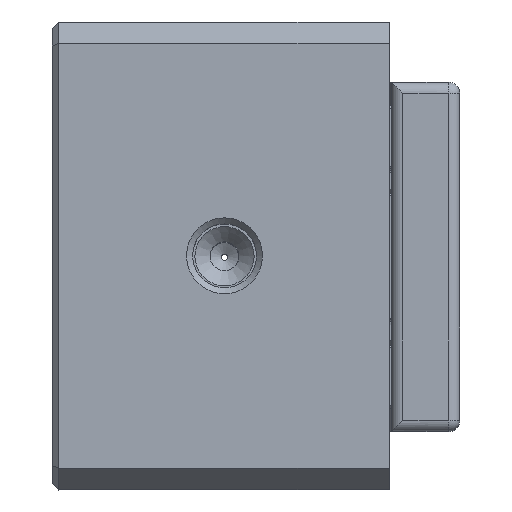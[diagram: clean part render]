
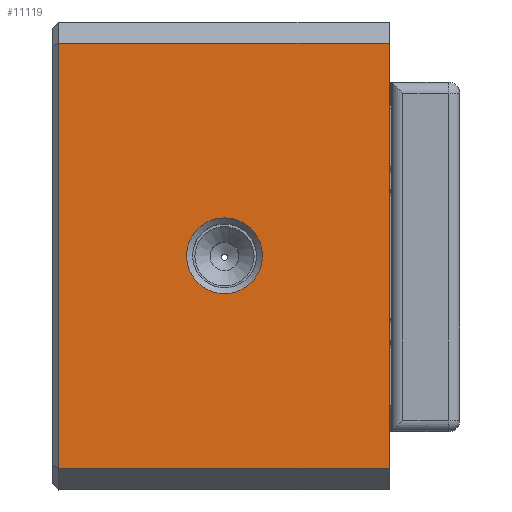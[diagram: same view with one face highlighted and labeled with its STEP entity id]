
A CAD part, top view. The second image highlights one B-rep face of the part: STEP entity #11119.
In plain terms, the highlighted planar face has unit normal (0, 0, 1).
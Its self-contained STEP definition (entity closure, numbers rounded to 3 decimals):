
#215=FACE_BOUND('',#2010,.T.);
#412=PLANE('',#12225);
#1300=FACE_OUTER_BOUND('',#2009,.T.);
#2009=EDGE_LOOP('',(#9475,#9476,#9477,#9478));
#2010=EDGE_LOOP('',(#9479));
#2508=CIRCLE('',#12223,2.5);
#3364=LINE('',#29823,#4145);
#3365=LINE('',#29825,#4146);
#3366=LINE('',#29827,#4147);
#3367=LINE('',#29828,#4148);
#4145=VECTOR('',#14631,10.);
#4146=VECTOR('',#14632,1000.);
#4147=VECTOR('',#14633,10.);
#4148=VECTOR('',#14634,10.);
#5142=VERTEX_POINT('',#29815);
#5144=VERTEX_POINT('',#29821);
#5145=VERTEX_POINT('',#29822);
#5146=VERTEX_POINT('',#29824);
#5147=VERTEX_POINT('',#29826);
#6625=EDGE_CURVE('',#5142,#5142,#2508,.T.);
#6628=EDGE_CURVE('',#5144,#5145,#3364,.T.);
#6629=EDGE_CURVE('',#5146,#5144,#3365,.T.);
#6630=EDGE_CURVE('',#5147,#5146,#3366,.T.);
#6631=EDGE_CURVE('',#5147,#5145,#3367,.T.);
#9475=ORIENTED_EDGE('',*,*,#6628,.F.);
#9476=ORIENTED_EDGE('',*,*,#6629,.F.);
#9477=ORIENTED_EDGE('',*,*,#6630,.F.);
#9478=ORIENTED_EDGE('',*,*,#6631,.T.);
#9479=ORIENTED_EDGE('',*,*,#6625,.F.);
#11119=ADVANCED_FACE('',(#1300,#215),#412,.F.);
#12223=AXIS2_PLACEMENT_3D('',#29816,#14624,#14625);
#12225=AXIS2_PLACEMENT_3D('',#29820,#14629,#14630);
#14624=DIRECTION('center_axis',(0.,0.,1.));
#14625=DIRECTION('ref_axis',(1.,0.,0.));
#14629=DIRECTION('center_axis',(0.,0.,-1.));
#14630=DIRECTION('ref_axis',(-1.,0.,0.));
#14631=DIRECTION('',(0.,1.,0.));
#14632=DIRECTION('',(-1.,0.,0.));
#14633=DIRECTION('',(0.,-1.,0.));
#14634=DIRECTION('',(-1.,0.,0.));
#29815=CARTESIAN_POINT('',(-0.1,0.,35.5));
#29816=CARTESIAN_POINT('Origin',(2.4,0.,35.5));
#29820=CARTESIAN_POINT('Origin',(46.778,14.,35.5));
#29821=CARTESIAN_POINT('',(-8.544,-14.,35.5));
#29822=CARTESIAN_POINT('',(-8.544,14.,35.5));
#29823=CARTESIAN_POINT('',(-8.544,7.001,35.5));
#29824=CARTESIAN_POINT('',(13.25,-14.,35.5));
#29825=CARTESIAN_POINT('',(46.778,-14.,35.5));
#29826=CARTESIAN_POINT('',(13.25,14.,35.5));
#29827=CARTESIAN_POINT('',(13.25,7.,35.5));
#29828=CARTESIAN_POINT('',(-8.14,14.,35.5));
